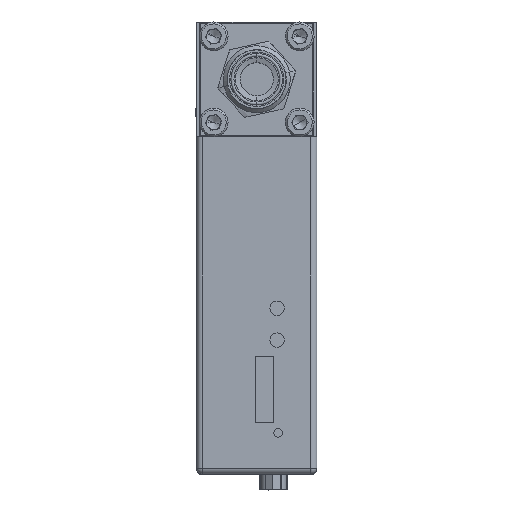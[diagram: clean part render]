
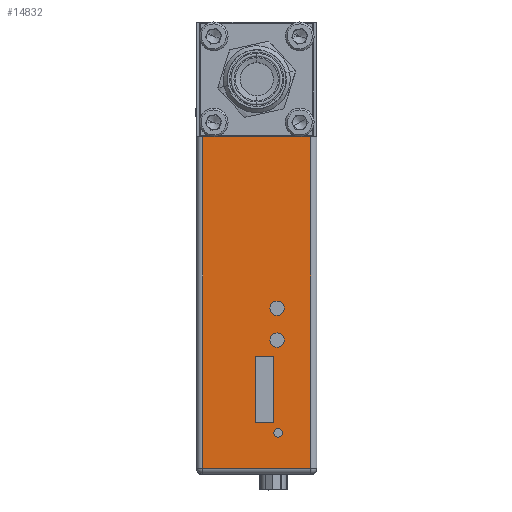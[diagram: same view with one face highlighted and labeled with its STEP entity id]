
A CAD part, top view. The second image highlights one B-rep face of the part: STEP entity #14832.
In plain terms, the highlighted planar face has unit normal (0, 0, 1).
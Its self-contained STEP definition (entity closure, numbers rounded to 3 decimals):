
#8543 = EDGE_CURVE ( 'NONE', #8544, #8546, #45734, .T. ) ;
#8544 = VERTEX_POINT ( 'NONE', #45730 ) ;
#8545 = ORIENTED_EDGE ( 'NONE', *, *, #8543, .T. ) ;
#8546 = VERTEX_POINT ( 'NONE', #45729 ) ;
#8547 = EDGE_CURVE ( 'NONE', #11323, #11315, #45728, .T. ) ;
#8548 = ORIENTED_EDGE ( 'NONE', *, *, #11320, .F. ) ;
#8551 = EDGE_LOOP ( 'NONE', ( #8545, #8619, #8616, #8552 ) ) ;
#8552 = ORIENTED_EDGE ( 'NONE', *, *, #8557, .T. ) ;
#8557 = EDGE_CURVE ( 'NONE', #8624, #8544, #45752, .T. ) ;
#8615 = EDGE_LOOP ( 'NONE', ( #8623, #8548 ) ) ;
#8616 = ORIENTED_EDGE ( 'NONE', *, *, #8617, .T. ) ;
#8617 = EDGE_CURVE ( 'NONE', #8620, #8624, #45929, .T. ) ;
#8618 = EDGE_CURVE ( 'NONE', #8546, #8620, #45925, .T. ) ;
#8619 = ORIENTED_EDGE ( 'NONE', *, *, #8618, .T. ) ;
#8620 = VERTEX_POINT ( 'NONE', #45921 ) ;
#8621 = EDGE_CURVE ( 'NONE', #11336, #11329, #45920, .T. ) ;
#8622 = ORIENTED_EDGE ( 'NONE', *, *, #11334, .F. ) ;
#8623 = ORIENTED_EDGE ( 'NONE', *, *, #8547, .F. ) ;
#8624 = VERTEX_POINT ( 'NONE', #45915 ) ;
#11315 = VERTEX_POINT ( 'NONE', #23653 ) ;
#11320 = EDGE_CURVE ( 'NONE', #11315, #11323, #23716, .T. ) ;
#11323 = VERTEX_POINT ( 'NONE', #23700 ) ;
#11329 = VERTEX_POINT ( 'NONE', #23781 ) ;
#11334 = EDGE_CURVE ( 'NONE', #11329, #11336, #23744, .T. ) ;
#11336 = VERTEX_POINT ( 'NONE', #23846 ) ;
#11344 = EDGE_CURVE ( 'NONE', #11506, #11456, #23805, .T. ) ;
#11456 = VERTEX_POINT ( 'NONE', #24724 ) ;
#11506 = VERTEX_POINT ( 'NONE', #25002 ) ;
#14832 = ADVANCED_FACE ( 'NONE', ( #21162, #21160, #21159, #21158, #21157 ), #21123, .F. ) ;
#14836 = ORIENTED_EDGE ( 'NONE', *, *, #14930, .F. ) ;
#14839 = EDGE_LOOP ( 'NONE', ( #14836, #14921, #14919, #15020 ) ) ;
#14874 = EDGE_CURVE ( 'NONE', #15022, #14922, #21251, .T. ) ;
#14877 = ORIENTED_EDGE ( 'NONE', *, *, #8621, .F. ) ;
#14882 = EDGE_CURVE ( 'NONE', #14929, #15022, #21243, .T. ) ;
#14919 = ORIENTED_EDGE ( 'NONE', *, *, #14874, .F. ) ;
#14921 = ORIENTED_EDGE ( 'NONE', *, *, #14931, .F. ) ;
#14922 = VERTEX_POINT ( 'NONE', #21358 ) ;
#14927 = VERTEX_POINT ( 'NONE', #21355 ) ;
#14929 = VERTEX_POINT ( 'NONE', #21353 ) ;
#14930 = EDGE_CURVE ( 'NONE', #14927, #14929, #21350, .T. ) ;
#14931 = EDGE_CURVE ( 'NONE', #14922, #14927, #21344, .T. ) ;
#15014 = ORIENTED_EDGE ( 'NONE', *, *, #11344, .F. ) ;
#15017 = EDGE_LOOP ( 'NONE', ( #14877, #8622 ) ) ;
#15020 = ORIENTED_EDGE ( 'NONE', *, *, #14882, .F. ) ;
#15022 = VERTEX_POINT ( 'NONE', #21470 ) ;
#15025 = EDGE_LOOP ( 'NONE', ( #15027, #15014 ) ) ;
#15026 = EDGE_CURVE ( 'NONE', #11456, #11506, #21466, .T. ) ;
#15027 = ORIENTED_EDGE ( 'NONE', *, *, #15026, .F. ) ;
#21123 = PLANE ( 'NONE',  #21239 ) ;
#21157 = FACE_OUTER_BOUND ( 'NONE', #8551, .T. ) ;
#21158 = FACE_BOUND ( 'NONE', #8615, .T. ) ;
#21159 = FACE_BOUND ( 'NONE', #15017, .T. ) ;
#21160 = FACE_BOUND ( 'NONE', #15025, .T. ) ;
#21162 = FACE_BOUND ( 'NONE', #14839, .T. ) ;
#21236 = DIRECTION ( 'NONE',  ( 0., -1., 0. ) ) ;
#21237 = DIRECTION ( 'NONE',  ( 0., 0., -1. ) ) ;
#21238 = CARTESIAN_POINT ( 'NONE',  ( -20., -131.08, 30. ) ) ;
#21239 = AXIS2_PLACEMENT_3D ( 'NONE', #21238, #21237, #21236 ) ;
#21240 = VECTOR ( 'NONE', #21360, 1000. ) ;
#21241 = CARTESIAN_POINT ( 'NONE',  ( -0.5, -114.08, 30. ) ) ;
#21243 = LINE ( 'NONE', #21241, #21240 ) ;
#21248 = DIRECTION ( 'NONE',  ( 1., 0., 0. ) ) ;
#21249 = VECTOR ( 'NONE', #21248, 1000. ) ;
#21250 = CARTESIAN_POINT ( 'NONE',  ( 5.5, -114.08, 30. ) ) ;
#21251 = LINE ( 'NONE', #21250, #21249 ) ;
#21340 = DIRECTION ( 'NONE',  ( 0., 1., 0. ) ) ;
#21341 = VECTOR ( 'NONE', #21340, 1000. ) ;
#21343 = CARTESIAN_POINT ( 'NONE',  ( 5.5, -114.08, 30. ) ) ;
#21344 = LINE ( 'NONE', #21343, #21341 ) ;
#21346 = DIRECTION ( 'NONE',  ( -1., 0., 0. ) ) ;
#21347 = VECTOR ( 'NONE', #21346, 1000. ) ;
#21349 = CARTESIAN_POINT ( 'NONE',  ( 5.5, -91.98, 30. ) ) ;
#21350 = LINE ( 'NONE', #21349, #21347 ) ;
#21353 = CARTESIAN_POINT ( 'NONE',  ( -0.5, -91.98, 30. ) ) ;
#21355 = CARTESIAN_POINT ( 'NONE',  ( 5.5, -91.98, 30. ) ) ;
#21358 = CARTESIAN_POINT ( 'NONE',  ( 5.5, -114.08, 30. ) ) ;
#21360 = DIRECTION ( 'NONE',  ( 0., -1., 0. ) ) ;
#21464 = AXIS2_PLACEMENT_3D ( 'NONE', #21582, #21581, #21580 ) ;
#21466 = CIRCLE ( 'NONE', #21464, 1.4 ) ;
#21470 = CARTESIAN_POINT ( 'NONE',  ( -0.5, -114.08, 30. ) ) ;
#21580 = DIRECTION ( 'NONE',  ( -1., 0., 0. ) ) ;
#21581 = DIRECTION ( 'NONE',  ( 0., 0., 1. ) ) ;
#21582 = CARTESIAN_POINT ( 'NONE',  ( 7.1, -117.38, 30. ) ) ;
#23653 = CARTESIAN_POINT ( 'NONE',  ( 9.2, -86.58, 30. ) ) ;
#23700 = CARTESIAN_POINT ( 'NONE',  ( 4.4, -86.58, 30. ) ) ;
#23701 = DIRECTION ( 'NONE',  ( -1., 0., 0. ) ) ;
#23702 = DIRECTION ( 'NONE',  ( 0., 0., 1. ) ) ;
#23703 = CARTESIAN_POINT ( 'NONE',  ( 6.8, -86.58, 30. ) ) ;
#23704 = AXIS2_PLACEMENT_3D ( 'NONE', #23703, #23702, #23701 ) ;
#23716 = CIRCLE ( 'NONE', #23704, 2.4 ) ;
#23744 = CIRCLE ( 'NONE', #23852, 2.4 ) ;
#23781 = CARTESIAN_POINT ( 'NONE',  ( 9.2, -75.98, 30. ) ) ;
#23805 = CIRCLE ( 'NONE', #23913, 1.4 ) ;
#23846 = CARTESIAN_POINT ( 'NONE',  ( 4.4, -75.98, 30. ) ) ;
#23847 = DIRECTION ( 'NONE',  ( -1., 0., 0. ) ) ;
#23848 = DIRECTION ( 'NONE',  ( 0., 0., 1. ) ) ;
#23850 = CARTESIAN_POINT ( 'NONE',  ( 6.8, -75.98, 30. ) ) ;
#23852 = AXIS2_PLACEMENT_3D ( 'NONE', #23850, #23848, #23847 ) ;
#23910 = DIRECTION ( 'NONE',  ( -1., 0., 0. ) ) ;
#23911 = DIRECTION ( 'NONE',  ( 0., 0., 1. ) ) ;
#23912 = CARTESIAN_POINT ( 'NONE',  ( 7.1, -117.38, 30. ) ) ;
#23913 = AXIS2_PLACEMENT_3D ( 'NONE', #23912, #23911, #23910 ) ;
#24724 = CARTESIAN_POINT ( 'NONE',  ( 5.7, -117.38, 30. ) ) ;
#25002 = CARTESIAN_POINT ( 'NONE',  ( 8.5, -117.38, 30. ) ) ;
#45724 = DIRECTION ( 'NONE',  ( -1., 0., 0. ) ) ;
#45725 = DIRECTION ( 'NONE',  ( 0., 0., 1. ) ) ;
#45726 = CARTESIAN_POINT ( 'NONE',  ( 6.8, -86.58, 30. ) ) ;
#45727 = AXIS2_PLACEMENT_3D ( 'NONE', #45726, #45725, #45724 ) ;
#45728 = CIRCLE ( 'NONE', #45727, 2.4 ) ;
#45729 = CARTESIAN_POINT ( 'NONE',  ( 18., -19.08, 30. ) ) ;
#45730 = CARTESIAN_POINT ( 'NONE',  ( 18., -129.08, 30. ) ) ;
#45731 = DIRECTION ( 'NONE',  ( 0., 1., 0. ) ) ;
#45732 = VECTOR ( 'NONE', #45731, 1000. ) ;
#45733 = CARTESIAN_POINT ( 'NONE',  ( 18., -131.08, 30. ) ) ;
#45734 = LINE ( 'NONE', #45733, #45732 ) ;
#45749 = DIRECTION ( 'NONE',  ( 1., 0., 0. ) ) ;
#45750 = VECTOR ( 'NONE', #45749, 1000. ) ;
#45751 = CARTESIAN_POINT ( 'NONE',  ( -20., -129.08, 30. ) ) ;
#45752 = LINE ( 'NONE', #45751, #45750 ) ;
#45915 = CARTESIAN_POINT ( 'NONE',  ( -18., -129.08, 30. ) ) ;
#45916 = DIRECTION ( 'NONE',  ( -1., 0., 0. ) ) ;
#45917 = DIRECTION ( 'NONE',  ( 0., 0., 1. ) ) ;
#45918 = CARTESIAN_POINT ( 'NONE',  ( 6.8, -75.98, 30. ) ) ;
#45919 = AXIS2_PLACEMENT_3D ( 'NONE', #45918, #45917, #45916 ) ;
#45920 = CIRCLE ( 'NONE', #45919, 2.4 ) ;
#45921 = CARTESIAN_POINT ( 'NONE',  ( -18., -19.08, 30. ) ) ;
#45922 = DIRECTION ( 'NONE',  ( -1., 0., 0. ) ) ;
#45923 = VECTOR ( 'NONE', #45922, 1000. ) ;
#45924 = CARTESIAN_POINT ( 'NONE',  ( -20., -19.08, 30. ) ) ;
#45925 = LINE ( 'NONE', #45924, #45923 ) ;
#45926 = DIRECTION ( 'NONE',  ( 0., -1., 0. ) ) ;
#45927 = VECTOR ( 'NONE', #45926, 1000. ) ;
#45928 = CARTESIAN_POINT ( 'NONE',  ( -18., -131.08, 30. ) ) ;
#45929 = LINE ( 'NONE', #45928, #45927 ) ;
